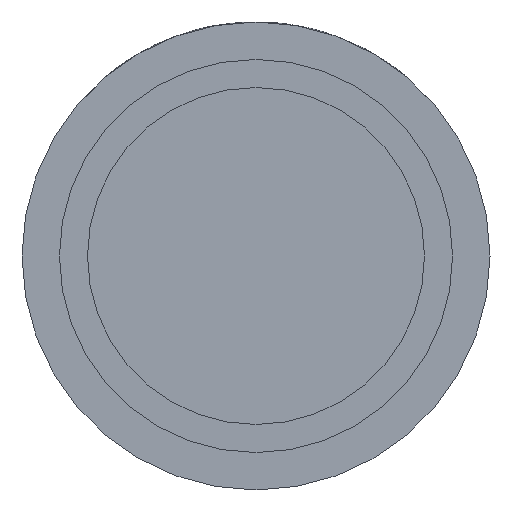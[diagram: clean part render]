
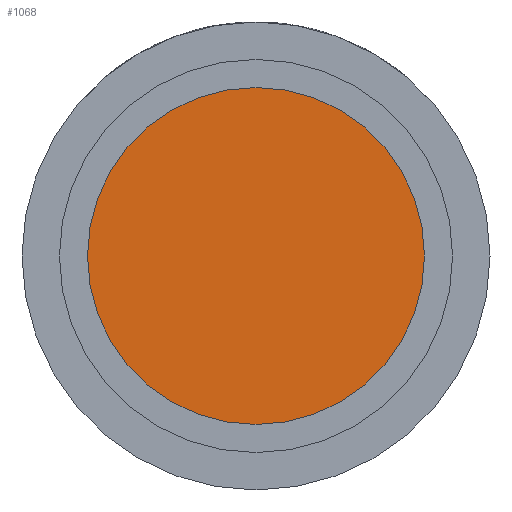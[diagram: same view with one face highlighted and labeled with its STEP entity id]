
A CAD part, front view. The second image highlights one B-rep face of the part: STEP entity #1068.
In plain terms, the highlighted planar face has unit normal (0, -1, 0).
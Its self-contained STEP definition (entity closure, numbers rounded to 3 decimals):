
#386 = CARTESIAN_POINT ( 'NONE',  ( 0., -4., 0. ) ) ;
#415 = DIRECTION ( 'NONE',  ( 0., 0., -1. ) ) ;
#699 = PLANE ( 'NONE',  #3080 ) ;
#735 = AXIS2_PLACEMENT_3D ( 'NONE', #2949, #1118, #3234 ) ;
#975 = DIRECTION ( 'NONE',  ( 0., -1., 0. ) ) ;
#1068 = ADVANCED_FACE ( 'NONE', ( #2075 ), #699, .T. ) ;
#1118 = DIRECTION ( 'NONE',  ( 0., -1., 0. ) ) ;
#1268 = ORIENTED_EDGE ( 'NONE', *, *, #2831, .T. ) ;
#1321 = DIRECTION ( 'NONE',  ( 0., -1., 0. ) ) ;
#1998 = EDGE_LOOP ( 'NONE', ( #1268, #3020 ) ) ;
#2027 = VERTEX_POINT ( 'NONE', #3946 ) ;
#2075 = FACE_OUTER_BOUND ( 'NONE', #1998, .T. ) ;
#2100 = VERTEX_POINT ( 'NONE', #3837 ) ;
#2151 = CIRCLE ( 'NONE', #2188, 9. ) ;
#2188 = AXIS2_PLACEMENT_3D ( 'NONE', #2796, #975, #3090 ) ;
#2675 = CIRCLE ( 'NONE', #735, 9. ) ;
#2796 = CARTESIAN_POINT ( 'NONE',  ( 0., -4., 0. ) ) ;
#2831 = EDGE_CURVE ( 'NONE', #2027, #2100, #2151, .T. ) ;
#2949 = CARTESIAN_POINT ( 'NONE',  ( 0., -4., 0. ) ) ;
#3020 = ORIENTED_EDGE ( 'NONE', *, *, #3128, .T. ) ;
#3080 = AXIS2_PLACEMENT_3D ( 'NONE', #386, #1321, #415 ) ;
#3090 = DIRECTION ( 'NONE',  ( 0., 0., -1. ) ) ;
#3128 = EDGE_CURVE ( 'NONE', #2100, #2027, #2675, .T. ) ;
#3234 = DIRECTION ( 'NONE',  ( 0., 0., -1. ) ) ;
#3837 = CARTESIAN_POINT ( 'NONE',  ( 0., -4., -9. ) ) ;
#3946 = CARTESIAN_POINT ( 'NONE',  ( 0., -4., 9. ) ) ;
